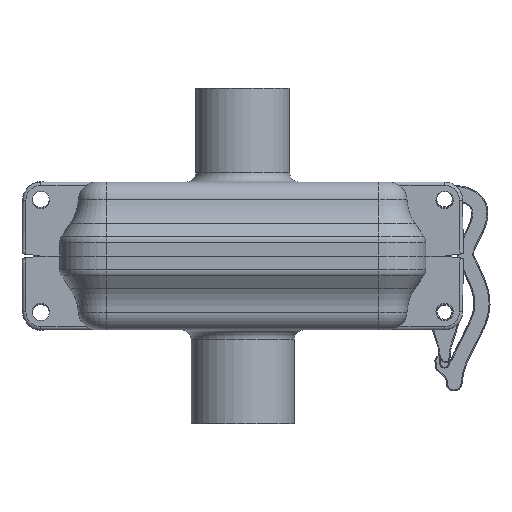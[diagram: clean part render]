
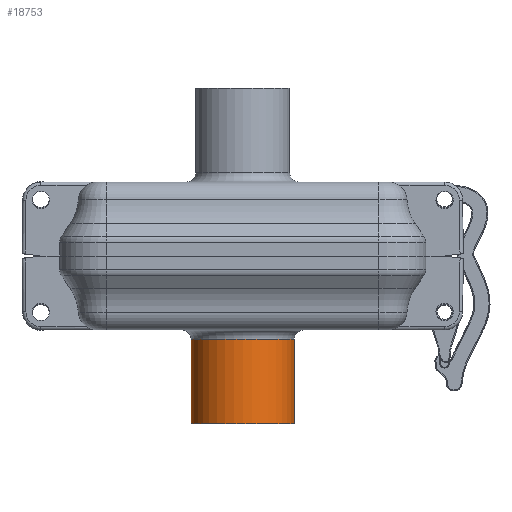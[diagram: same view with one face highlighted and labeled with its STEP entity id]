
A CAD part, front view. The second image highlights one B-rep face of the part: STEP entity #18753.
In plain terms, the highlighted cylindrical face has radius 11 mm (diameter 22 mm), a partial arc.
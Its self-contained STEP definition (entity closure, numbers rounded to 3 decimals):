
#924 = ORIENTED_EDGE ( 'NONE', *, *, #19664, .F. ) ;
#2318 = AXIS2_PLACEMENT_3D ( 'NONE', #8553, #18882, #20716 ) ;
#2389 = CARTESIAN_POINT ( 'NONE',  ( -33., -37., 15.25 ) ) ;
#3694 = EDGE_LOOP ( 'NONE', ( #924, #13883, #8020, #13496 ) ) ;
#3902 = VERTEX_POINT ( 'NONE', #15916 ) ;
#4585 = CARTESIAN_POINT ( 'NONE',  ( -22., -37., 15.25 ) ) ;
#5664 = EDGE_CURVE ( 'NONE', #18551, #3902, #8496, .T. ) ;
#6707 = CARTESIAN_POINT ( 'NONE',  ( -44., -37., -2.75 ) ) ;
#7015 = DIRECTION ( 'NONE',  ( 0., 0., 1. ) ) ;
#7437 = DIRECTION ( 'NONE',  ( 0., 0., 1. ) ) ;
#8020 = ORIENTED_EDGE ( 'NONE', *, *, #10349, .T. ) ;
#8496 = CIRCLE ( 'NONE', #12732, 11. ) ;
#8553 = CARTESIAN_POINT ( 'NONE',  ( -33., -37., -2.75 ) ) ;
#9577 = DIRECTION ( 'NONE',  ( 1., 0., 0. ) ) ;
#9801 = VERTEX_POINT ( 'NONE', #10884 ) ;
#10349 = EDGE_CURVE ( 'NONE', #21398, #18551, #12395, .T. ) ;
#10884 = CARTESIAN_POINT ( 'NONE',  ( -44., -37., -2.75 ) ) ;
#11835 = EDGE_CURVE ( 'NONE', #21398, #9801, #15107, .T. ) ;
#12395 = LINE ( 'NONE', #21116, #22881 ) ;
#12732 = AXIS2_PLACEMENT_3D ( 'NONE', #2389, #16601, #9577 ) ;
#13496 = ORIENTED_EDGE ( 'NONE', *, *, #5664, .T. ) ;
#13698 = CARTESIAN_POINT ( 'NONE',  ( -33., -37., -2.75 ) ) ;
#13883 = ORIENTED_EDGE ( 'NONE', *, *, #11835, .F. ) ;
#14253 = AXIS2_PLACEMENT_3D ( 'NONE', #13698, #15625, #21077 ) ;
#15107 = CIRCLE ( 'NONE', #2318, 11. ) ;
#15625 = DIRECTION ( 'NONE',  ( 0., 0., 1. ) ) ;
#15916 = CARTESIAN_POINT ( 'NONE',  ( -44., -37., 15.25 ) ) ;
#16292 = VECTOR ( 'NONE', #7437, 1000. ) ;
#16601 = DIRECTION ( 'NONE',  ( 0., 0., -1. ) ) ;
#16950 = CARTESIAN_POINT ( 'NONE',  ( -22., -37., -2.75 ) ) ;
#18551 = VERTEX_POINT ( 'NONE', #4585 ) ;
#18753 = ADVANCED_FACE ( 'NONE', ( #20973 ), #20710, .T. ) ;
#18882 = DIRECTION ( 'NONE',  ( 0., 0., -1. ) ) ;
#19664 = EDGE_CURVE ( 'NONE', #9801, #3902, #22879, .T. ) ;
#20710 = CYLINDRICAL_SURFACE ( 'NONE', #14253, 11. ) ;
#20716 = DIRECTION ( 'NONE',  ( -1., 0., 0. ) ) ;
#20973 = FACE_OUTER_BOUND ( 'NONE', #3694, .T. ) ;
#21077 = DIRECTION ( 'NONE',  ( 1., 0., 0. ) ) ;
#21116 = CARTESIAN_POINT ( 'NONE',  ( -22., -37., -2.75 ) ) ;
#21398 = VERTEX_POINT ( 'NONE', #16950 ) ;
#22879 = LINE ( 'NONE', #6707, #16292 ) ;
#22881 = VECTOR ( 'NONE', #7015, 1000. ) ;
